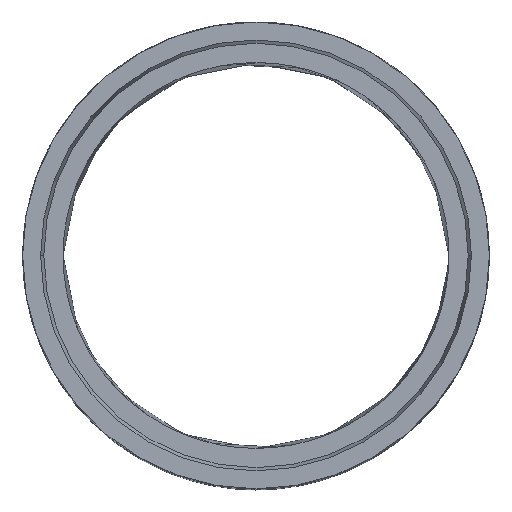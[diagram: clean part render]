
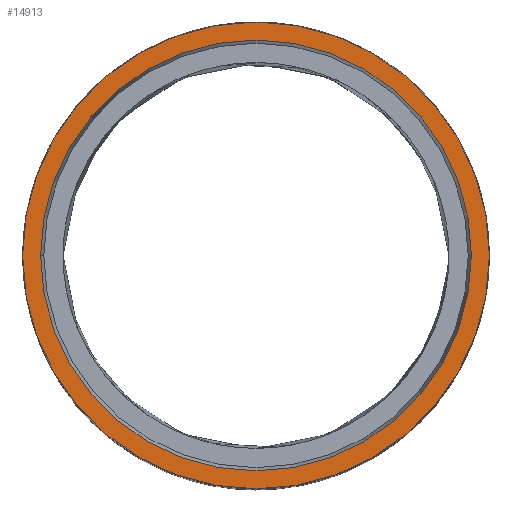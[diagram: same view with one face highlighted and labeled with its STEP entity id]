
A CAD part, top view. The second image highlights one B-rep face of the part: STEP entity #14913.
In plain terms, the highlighted planar face has unit normal (0, 0, 1).
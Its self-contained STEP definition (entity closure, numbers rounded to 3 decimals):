
#341 = DIRECTION ( 'NONE',  ( 0., 0., 1. ) ) ;
#414 = VERTEX_POINT ( 'NONE', #21246 ) ;
#519 = AXIS2_PLACEMENT_3D ( 'NONE', #16953, #1430, #8339 ) ;
#632 = AXIS2_PLACEMENT_3D ( 'NONE', #19878, #20101, #2538 ) ;
#769 = VERTEX_POINT ( 'NONE', #11105 ) ;
#1430 = DIRECTION ( 'NONE',  ( 0., 0., 1. ) ) ;
#1644 = ORIENTED_EDGE ( 'NONE', *, *, #6739, .T. ) ;
#2104 = CIRCLE ( 'NONE', #14392, 335. ) ;
#2296 = AXIS2_PLACEMENT_3D ( 'NONE', #12346, #341, #15652 ) ;
#2538 = DIRECTION ( 'NONE',  ( 1., 0., 0. ) ) ;
#4437 = ORIENTED_EDGE ( 'NONE', *, *, #13010, .F. ) ;
#5170 = ORIENTED_EDGE ( 'NONE', *, *, #10716, .F. ) ;
#6065 = DIRECTION ( 'NONE',  ( 1., 0., 0. ) ) ;
#6440 = AXIS2_PLACEMENT_3D ( 'NONE', #12189, #15825, #10491 ) ;
#6739 = EDGE_CURVE ( 'NONE', #414, #18600, #20152, .T. ) ;
#7805 = CARTESIAN_POINT ( 'NONE',  ( 363., 0., 1003. ) ) ;
#8339 = DIRECTION ( 'NONE',  ( 1., 0., 0. ) ) ;
#8839 = FACE_BOUND ( 'NONE', #12503, .T. ) ;
#9710 = ORIENTED_EDGE ( 'NONE', *, *, #20195, .T. ) ;
#10491 = DIRECTION ( 'NONE',  ( 1., 0., 0. ) ) ;
#10716 = EDGE_CURVE ( 'NONE', #769, #21049, #2104, .T. ) ;
#11105 = CARTESIAN_POINT ( 'NONE',  ( 335., 0., 1003. ) ) ;
#11556 = CARTESIAN_POINT ( 'NONE',  ( -335., 0., 1003. ) ) ;
#12189 = CARTESIAN_POINT ( 'NONE',  ( 0., 0., 1003. ) ) ;
#12346 = CARTESIAN_POINT ( 'NONE',  ( 0., 0., 1003. ) ) ;
#12503 = EDGE_LOOP ( 'NONE', ( #5170, #4437 ) ) ;
#13010 = EDGE_CURVE ( 'NONE', #21049, #769, #19844, .T. ) ;
#14392 = AXIS2_PLACEMENT_3D ( 'NONE', #21165, #21606, #6065 ) ;
#14913 = ADVANCED_FACE ( 'NONE', ( #8839, #15874 ), #15763, .T. ) ;
#15652 = DIRECTION ( 'NONE',  ( 1., 0., 0. ) ) ;
#15763 = PLANE ( 'NONE',  #2296 ) ;
#15825 = DIRECTION ( 'NONE',  ( 0., 0., 1. ) ) ;
#15874 = FACE_OUTER_BOUND ( 'NONE', #16022, .T. ) ;
#16022 = EDGE_LOOP ( 'NONE', ( #1644, #9710 ) ) ;
#16080 = CIRCLE ( 'NONE', #519, 363. ) ;
#16953 = CARTESIAN_POINT ( 'NONE',  ( 0., 0., 1003. ) ) ;
#18600 = VERTEX_POINT ( 'NONE', #7805 ) ;
#19844 = CIRCLE ( 'NONE', #6440, 335. ) ;
#19878 = CARTESIAN_POINT ( 'NONE',  ( 0., 0., 1003. ) ) ;
#20101 = DIRECTION ( 'NONE',  ( 0., 0., 1. ) ) ;
#20152 = CIRCLE ( 'NONE', #632, 363. ) ;
#20195 = EDGE_CURVE ( 'NONE', #18600, #414, #16080, .T. ) ;
#21049 = VERTEX_POINT ( 'NONE', #11556 ) ;
#21165 = CARTESIAN_POINT ( 'NONE',  ( 0., 0., 1003. ) ) ;
#21246 = CARTESIAN_POINT ( 'NONE',  ( -363., 0., 1003. ) ) ;
#21606 = DIRECTION ( 'NONE',  ( 0., 0., 1. ) ) ;
